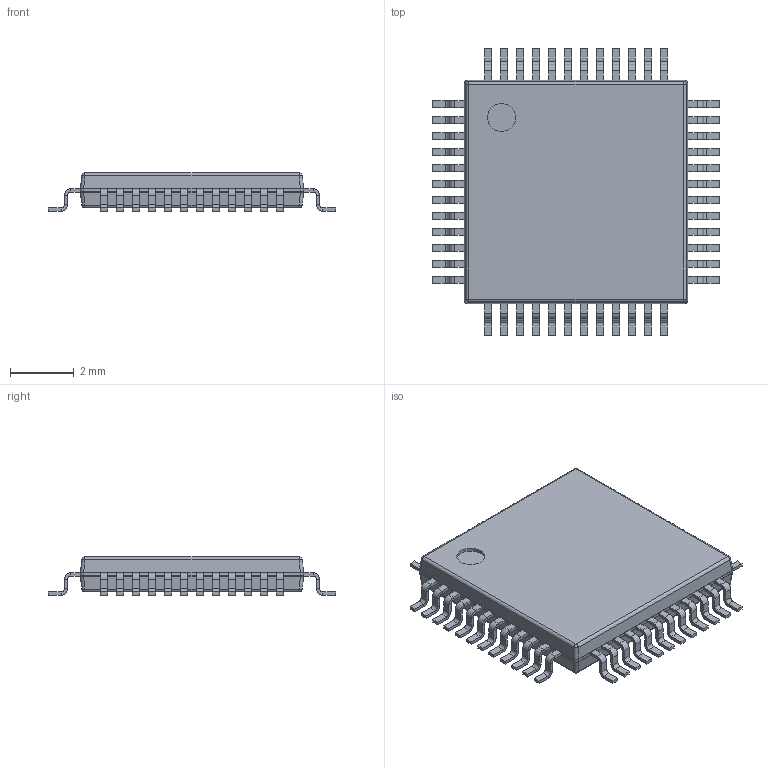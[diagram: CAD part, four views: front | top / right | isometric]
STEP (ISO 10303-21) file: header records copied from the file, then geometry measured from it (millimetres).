
FILE_DESCRIPTION(('Open CASCADE Model'),'2;1');
FILE_NAME('Open CASCADE Shape Model','2022-11-14T00:12:09',('Author'),( 'Open CASCADE'),'Open CASCADE STEP processor 7.5','Open CASCADE 7.5' ,'Unknown');
FILE_SCHEMA(('AUTOMOTIVE_DESIGN { 1 0 10303 214 1 1 1 1 }'));
Length unit declared in the file: millimetre
Products named in the file (6): TSQFP50P900X900X120-48N.step; Open CASCADE STEP translator 7.5 134.1; Body; Open CASCADE STEP translator 7.5 134.2.1; Leader
Assembly tree (51 placements, depth 3):
  TSQFP50P900X900X120-48N.step
    Open CASCADE STEP translator 7.5 134.1
    Body
      Open CASCADE STEP translator 7.5 134.2.1
    Leader  x24
    Leader  x24
Bounding box: 9 x 9 x 1.2 mm (x, y, z)
Volume: 54.6 mm3; surface area: 172 mm2
Topology: 49 solids, 50 shells, 1117 faces, 2236 edges, 1211 vertices
Faces by surface type: plane 880, cylinder 221, bspline 8, sphere 8
Full cylindrical faces by diameter (mm): 0.875 x1
Entity records: 6957 total; most frequent: CARTESIAN_POINT 2511, DIRECTION 796, ORIENTED_EDGE 407, PCURVE 407, DEFINITIONAL_REPRESENTATION 407, LINE 401, VECTOR 401, EDGE_CURVE 204
